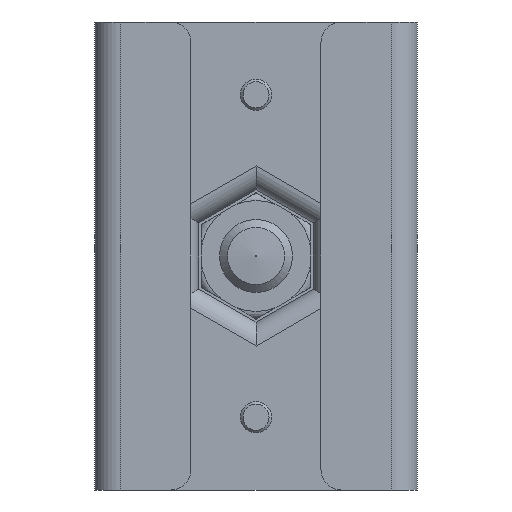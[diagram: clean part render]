
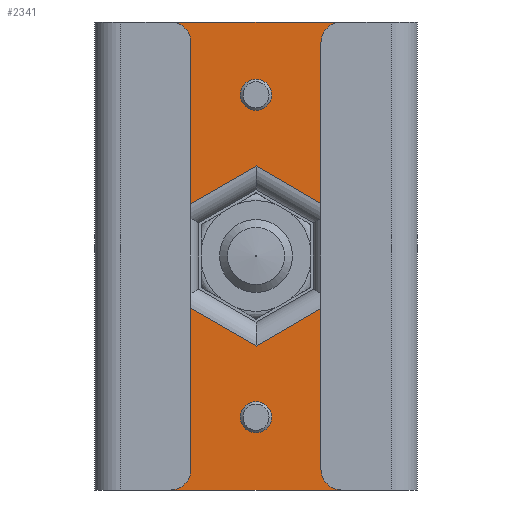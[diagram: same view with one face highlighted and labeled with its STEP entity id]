
A CAD part, front view. The second image highlights one B-rep face of the part: STEP entity #2341.
In plain terms, the highlighted planar face has unit normal (0, -1, 0).
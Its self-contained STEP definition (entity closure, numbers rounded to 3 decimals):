
#187=FACE_BOUND('',#479,.T.);
#188=FACE_BOUND('',#480,.T.);
#189=FACE_BOUND('',#481,.T.);
#222=PLANE('',#2702);
#333=FACE_OUTER_BOUND('',#478,.T.);
#478=EDGE_LOOP('',(#1882,#1883,#1884,#1885));
#479=EDGE_LOOP('',(#1886));
#480=EDGE_LOOP('',(#1887));
#481=EDGE_LOOP('',(#1888,#1889,#1890,#1891,#1892,#1893));
#570=LINE('',#3602,#737);
#585=LINE('',#3655,#752);
#602=LINE('',#3714,#769);
#604=LINE('',#3720,#771);
#608=LINE('',#3730,#775);
#610=LINE('',#3736,#777);
#613=LINE('',#3744,#780);
#614=LINE('',#3747,#781);
#662=LINE('',#4060,#829);
#663=LINE('',#4062,#830);
#737=VECTOR('',#2876,10.);
#752=VECTOR('',#2923,10.);
#769=VECTOR('',#2980,10.);
#771=VECTOR('',#2986,10.);
#775=VECTOR('',#2998,10.);
#777=VECTOR('',#3004,10.);
#780=VECTOR('',#3015,10.);
#781=VECTOR('',#3020,10.);
#829=VECTOR('',#3226,10.);
#830=VECTOR('',#3229,10.);
#916=CIRCLE('',#2596,2.459);
#919=CIRCLE('',#2600,2.459);
#1015=VERTEX_POINT('',#3599);
#1016=VERTEX_POINT('',#3601);
#1037=VERTEX_POINT('',#3652);
#1038=VERTEX_POINT('',#3654);
#1044=VERTEX_POINT('',#3670);
#1047=VERTEX_POINT('',#3678);
#1059=VERTEX_POINT('',#3711);
#1060=VERTEX_POINT('',#3713);
#1062=VERTEX_POINT('',#3719);
#1064=VERTEX_POINT('',#3729);
#1066=VERTEX_POINT('',#3735);
#1067=VERTEX_POINT('',#3743);
#1231=EDGE_CURVE('',#1016,#1015,#570,.T.);
#1258=EDGE_CURVE('',#1038,#1037,#585,.T.);
#1267=EDGE_CURVE('',#1044,#1044,#916,.T.);
#1271=EDGE_CURVE('',#1047,#1047,#919,.T.);
#1287=EDGE_CURVE('',#1060,#1059,#602,.T.);
#1290=EDGE_CURVE('',#1062,#1060,#604,.T.);
#1295=EDGE_CURVE('',#1064,#1062,#608,.T.);
#1298=EDGE_CURVE('',#1066,#1064,#610,.T.);
#1302=EDGE_CURVE('',#1067,#1066,#613,.T.);
#1304=EDGE_CURVE('',#1059,#1067,#614,.T.);
#1388=EDGE_CURVE('',#1038,#1015,#662,.T.);
#1389=EDGE_CURVE('',#1037,#1016,#663,.T.);
#1882=ORIENTED_EDGE('',*,*,#1258,.T.);
#1883=ORIENTED_EDGE('',*,*,#1389,.T.);
#1884=ORIENTED_EDGE('',*,*,#1231,.T.);
#1885=ORIENTED_EDGE('',*,*,#1388,.F.);
#1886=ORIENTED_EDGE('',*,*,#1267,.T.);
#1887=ORIENTED_EDGE('',*,*,#1271,.T.);
#1888=ORIENTED_EDGE('',*,*,#1287,.T.);
#1889=ORIENTED_EDGE('',*,*,#1304,.T.);
#1890=ORIENTED_EDGE('',*,*,#1302,.T.);
#1891=ORIENTED_EDGE('',*,*,#1298,.T.);
#1892=ORIENTED_EDGE('',*,*,#1295,.T.);
#1893=ORIENTED_EDGE('',*,*,#1290,.T.);
#2341=ADVANCED_FACE('',(#333,#187,#188,#189),#222,.T.);
#2596=AXIS2_PLACEMENT_3D('',#3672,#2941,#2942);
#2600=AXIS2_PLACEMENT_3D('',#3680,#2950,#2951);
#2702=AXIS2_PLACEMENT_3D('',#4061,#3227,#3228);
#2876=DIRECTION('',(1.,0.,0.));
#2923=DIRECTION('',(-1.,0.,0.));
#2941=DIRECTION('center_axis',(0.,1.,0.));
#2942=DIRECTION('ref_axis',(1.,0.,0.));
#2950=DIRECTION('center_axis',(0.,1.,0.));
#2951=DIRECTION('ref_axis',(1.,0.,0.));
#2980=DIRECTION('',(0.866,0.,-0.5));
#2986=DIRECTION('',(0.866,0.,0.5));
#2998=DIRECTION('',(0.,0.,1.));
#3004=DIRECTION('',(-0.866,0.,0.5));
#3015=DIRECTION('',(-0.866,0.,-0.5));
#3020=DIRECTION('',(0.,0.,-1.));
#3226=DIRECTION('',(0.,0.,-1.));
#3227=DIRECTION('center_axis',(0.,-1.,0.));
#3228=DIRECTION('ref_axis',(0.,0.,-1.));
#3229=DIRECTION('',(0.,0.,-1.));
#3599=CARTESIAN_POINT('',(26.,72.,-45.));
#3601=CARTESIAN_POINT('',(-26.,72.,-45.));
#3602=CARTESIAN_POINT('',(26.,72.,-45.));
#3652=CARTESIAN_POINT('',(-26.,72.,45.));
#3654=CARTESIAN_POINT('',(26.,72.,45.));
#3655=CARTESIAN_POINT('',(26.,72.,45.));
#3670=CARTESIAN_POINT('',(-2.458,72.,-31.));
#3672=CARTESIAN_POINT('Origin',(0.,72.,-31.));
#3678=CARTESIAN_POINT('',(-2.458,72.,31.));
#3680=CARTESIAN_POINT('Origin',(0.,72.,31.));
#3711=CARTESIAN_POINT('',(15.,72.,8.66));
#3713=CARTESIAN_POINT('',(0.,72.,17.321));
#3714=CARTESIAN_POINT('',(1.25,72.,16.599));
#3719=CARTESIAN_POINT('',(-15.,72.,8.66));
#3720=CARTESIAN_POINT('',(-13.75,72.,9.382));
#3729=CARTESIAN_POINT('',(-15.,72.,-8.66));
#3730=CARTESIAN_POINT('',(-15.,72.,4.041));
#3735=CARTESIAN_POINT('',(0.,72.,-17.321));
#3736=CARTESIAN_POINT('',(-20.75,72.,-5.34));
#3743=CARTESIAN_POINT('',(15.,72.,-8.66));
#3744=CARTESIAN_POINT('',(-5.75,72.,-20.64));
#3747=CARTESIAN_POINT('',(15.,72.,-4.041));
#4060=CARTESIAN_POINT('',(26.,72.,0.));
#4061=CARTESIAN_POINT('Origin',(26.,72.,0.));
#4062=CARTESIAN_POINT('',(-26.,72.,0.));
